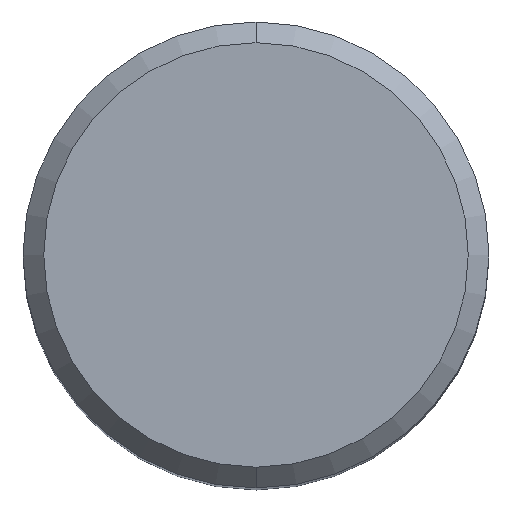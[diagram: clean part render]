
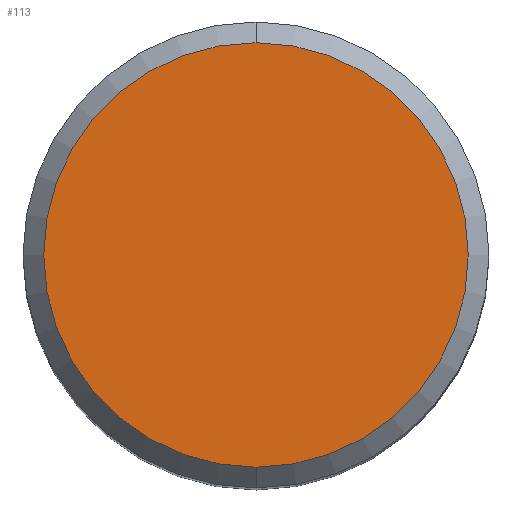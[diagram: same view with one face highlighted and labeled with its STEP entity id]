
A CAD part, top view. The second image highlights one B-rep face of the part: STEP entity #113.
In plain terms, the highlighted planar face has unit normal (0, 0, 1).
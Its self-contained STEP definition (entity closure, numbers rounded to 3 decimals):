
#113=ADVANCED_FACE('',(#264),#265,.T.);
#143=VERTEX_POINT('',#300);
#171=EDGE_CURVE('',#229,#143,#332,.T.);
#187=EDGE_CURVE('',#143,#229,#349,.T.);
#229=VERTEX_POINT('',#397);
#264=FACE_OUTER_BOUND('',#430,.T.);
#265=PLANE('',#431);
#300=CARTESIAN_POINT('',(0.0,8.2,0.0));
#332=CIRCLE('',#514,8.2);
#349=CIRCLE('',#539,8.2);
#397=CARTESIAN_POINT('',(0.,-8.2,0.0));
#430=EDGE_LOOP('',(#615,#616));
#431=AXIS2_PLACEMENT_3D('',#617,#618,#619);
#514=AXIS2_PLACEMENT_3D('',#702,#703,#704);
#539=AXIS2_PLACEMENT_3D('',#724,#725,#726);
#615=ORIENTED_EDGE('',*,*,#187,.F.);
#616=ORIENTED_EDGE('',*,*,#171,.F.);
#617=CARTESIAN_POINT('',(0.0,4.1,0.0));
#618=DIRECTION('',(-0.0,0.0,1.0));
#619=DIRECTION('',(0.0,-1.0,0.0));
#702=CARTESIAN_POINT('',(0.0,0.0,0.0));
#703=DIRECTION('',(0.0,0.0,-1.0));
#704=DIRECTION('',(0.0,1.0,0.0));
#724=CARTESIAN_POINT('',(0.0,0.0,0.0));
#725=DIRECTION('',(0.0,0.0,-1.0));
#726=DIRECTION('',(0.0,1.0,0.0));
